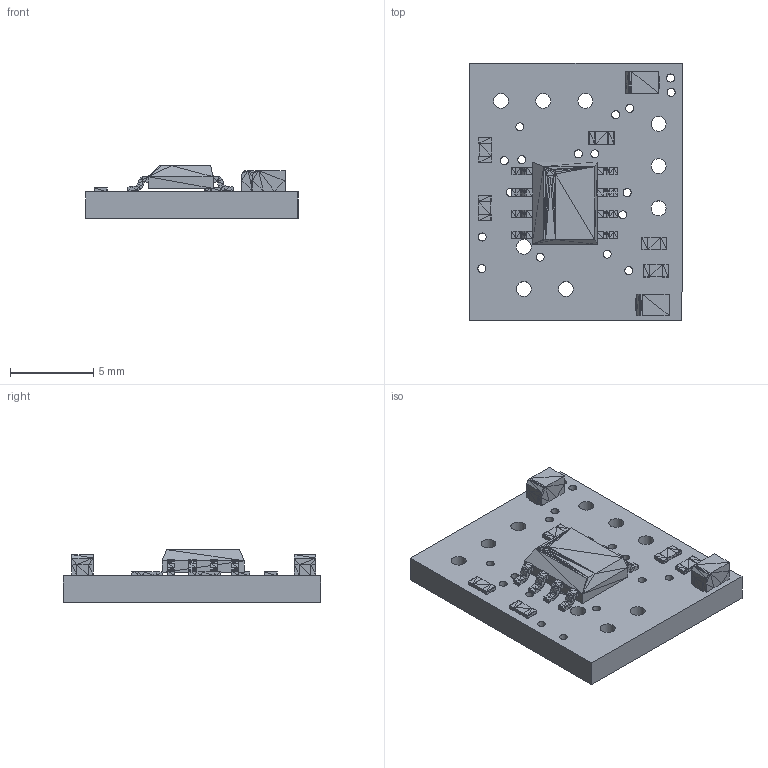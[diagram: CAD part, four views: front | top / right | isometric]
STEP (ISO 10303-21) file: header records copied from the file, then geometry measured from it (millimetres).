
FILE_DESCRIPTION(('for SolidWorks'),'2;1');
FILE_NAME('microstart-cad.step','2018-01-29T13:47:25',('MONSTER' ),(''),'Open CASCADE STEP processor 6.6','DipTrace','Unknown');
FILE_SCHEMA(('AUTOMOTIVE_DESIGN { 1 0 10303 214 1 1 1 1 }'));
Length unit declared in the file: millimetre
Products named in the file (5): PCB_microstart-cad; Board; dio_0805; res_0603; soic-8_150mil
Assembly tree (9 placements, depth 2):
  PCB_microstart-cad
    Board
    dio_0805  x2
    res_0603  x5
    soic-8_150mil
Bounding box: 12.79 x 15.49 x 3.18 mm (x, y, z)
Volume: 308.6 mm3; surface area: 680.8 mm2
Topology: 8 solids, 17 shells, 1352 faces, 2076 edges, 758 vertices
Faces by surface type: plane 1322, cylinder 30
Full cylindrical faces by diameter (mm): 0.486 x21, 0.9 x9
Entity records: 21006 total; most frequent: DIRECTION 2816, CARTESIAN_POINT 2434, ORIENTED_EDGE 2400, EDGE_CURVE 1200, LINE 1140, VECTOR 1140, AXIS2_PLACEMENT_3D 838, FACE_BOUND 828
